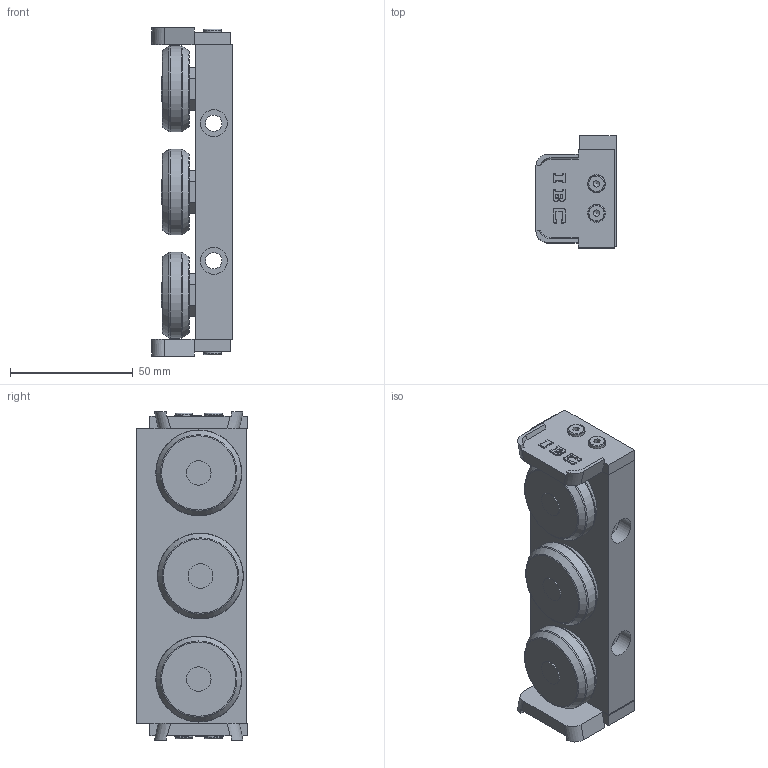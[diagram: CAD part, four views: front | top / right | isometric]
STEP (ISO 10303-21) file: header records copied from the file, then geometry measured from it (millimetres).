
FILE_DESCRIPTION((''),'2;1');
FILE_NAME('CR 43-12.2RS.AU.stp','2011-03-04T13:20:34',('MKoza'),(''),'Autodesk Inventor 2009','Autodesk Inventor 2009','');
FILE_SCHEMA(('AUTOMOTIVE_DESIGN { 1 0 10303 214 1 1 1 1 }'));
Length unit declared in the file: millimetre
Products named in the file (6): CR 43-.2RS.AU; LL.CR 43; ABS U43; DIN 7984 M4 x 6; CBRS(E) 35-43.2RS; DIN 7984 M6 x 10
Assembly tree (13 placements, depth 2):
  CR 43-.2RS.AU
    LL.CR 43
    ABS U43  x2
    DIN 7984 M4 x 6  x4
    CBRS(E) 35-43.2RS  x3
    DIN 7984 M6 x 10  x3
Bounding box: 32.7 x 45.5 x 134 mm (x, y, z)
Volume: 118564.3 mm3; surface area: 38264.2 mm2
Topology: 13 solids, 13 shells, 470 faces, 1076 edges, 670 vertices
Faces by surface type: plane 218, cylinder 115, bspline 71, torus 43, cone 23
Full cylindrical faces by diameter (mm): 4 x4, 6 x3, 7 x4, 10 x6, 12 x3, 35 x3
Entity records: 6712 total; most frequent: CARTESIAN_POINT 1879, DIRECTION 961, ORIENTED_EDGE 872, EDGE_CURVE 436, AXIS2_PLACEMENT_3D 355, EDGE_LOOP 311, VERTEX_POINT 301, VECTOR 251
